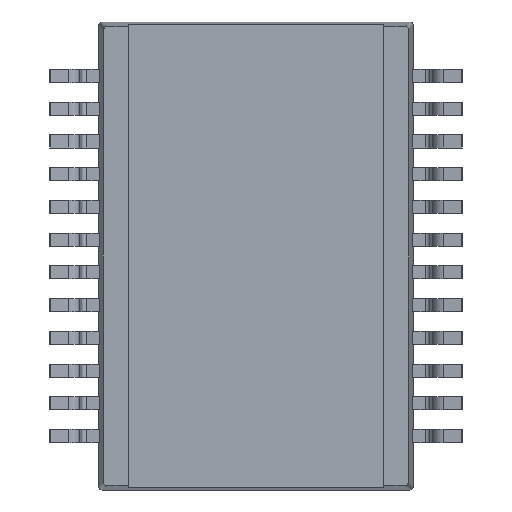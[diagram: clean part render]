
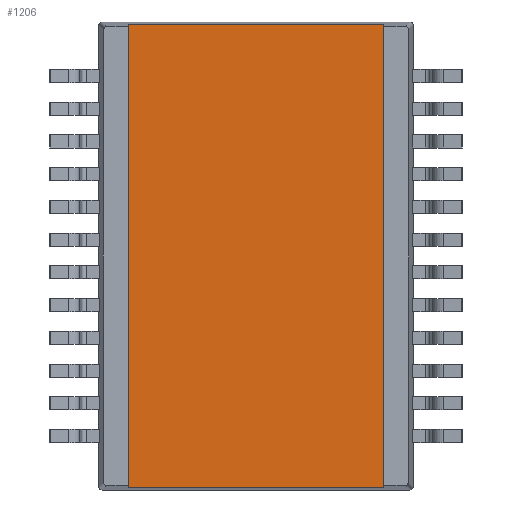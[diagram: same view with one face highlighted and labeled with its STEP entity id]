
A CAD part, front view. The second image highlights one B-rep face of the part: STEP entity #1206.
In plain terms, the highlighted planar face has unit normal (0, -1, 0).
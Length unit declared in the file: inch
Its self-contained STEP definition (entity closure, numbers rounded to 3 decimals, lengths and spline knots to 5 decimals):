
#586 = EDGE_LOOP ( 'NONE', ( #5964, #6076, #3331, #5210 ) ) ;
#602 = VERTEX_POINT ( 'NONE', #11092 ) ;
#1033 = CARTESIAN_POINT ( 'NONE',  ( -0.195, 0.05, -0.3575 ) ) ;
#1206 = ADVANCED_FACE ( 'NONE', ( #6894 ), #9788, .F. ) ;
#2332 = VECTOR ( 'NONE', #3127, 39.37008 ) ;
#2493 = DIRECTION ( 'NONE',  ( 1., 0., 0. ) ) ;
#2585 = VECTOR ( 'NONE', #2493, 39.37008 ) ;
#2708 = DIRECTION ( 'NONE',  ( 0., 1., 0. ) ) ;
#2750 = EDGE_CURVE ( 'NONE', #7854, #7821, #3606, .T. ) ;
#2965 = EDGE_CURVE ( 'NONE', #602, #7821, #3330, .T. ) ;
#3127 = DIRECTION ( 'NONE',  ( -1., 0., 0. ) ) ;
#3330 = LINE ( 'NONE', #5319, #10771 ) ;
#3331 = ORIENTED_EDGE ( 'NONE', *, *, #2750, .T. ) ;
#3606 = LINE ( 'NONE', #9361, #2332 ) ;
#4197 = EDGE_CURVE ( 'NONE', #602, #11265, #4952, .T. ) ;
#4313 = LINE ( 'NONE', #6089, #6948 ) ;
#4702 = EDGE_CURVE ( 'NONE', #11265, #7854, #4313, .T. ) ;
#4952 = LINE ( 'NONE', #10415, #2585 ) ;
#5210 = ORIENTED_EDGE ( 'NONE', *, *, #2965, .F. ) ;
#5319 = CARTESIAN_POINT ( 'NONE',  ( -0.195, 0.05, -0.3575 ) ) ;
#5506 = DIRECTION ( 'NONE',  ( 0., 0., 1. ) ) ;
#5964 = ORIENTED_EDGE ( 'NONE', *, *, #4197, .T. ) ;
#5998 = CARTESIAN_POINT ( 'NONE',  ( 0.195, 0.05, 0.354 ) ) ;
#6076 = ORIENTED_EDGE ( 'NONE', *, *, #4702, .T. ) ;
#6089 = CARTESIAN_POINT ( 'NONE',  ( 0.195, 0.05, -0.3575 ) ) ;
#6894 = FACE_OUTER_BOUND ( 'NONE', #586, .T. ) ;
#6948 = VECTOR ( 'NONE', #8678, 39.37008 ) ;
#7821 = VERTEX_POINT ( 'NONE', #8634 ) ;
#7854 = VERTEX_POINT ( 'NONE', #5998 ) ;
#7971 = DIRECTION ( 'NONE',  ( 0., 0., 1. ) ) ;
#8634 = CARTESIAN_POINT ( 'NONE',  ( -0.195, 0.05, 0.354 ) ) ;
#8678 = DIRECTION ( 'NONE',  ( 0., 0., 1. ) ) ;
#9361 = CARTESIAN_POINT ( 'NONE',  ( 0., 0.05, 0.354 ) ) ;
#9788 = PLANE ( 'NONE',  #10849 ) ;
#9916 = CARTESIAN_POINT ( 'NONE',  ( 0.195, 0.05, -0.354 ) ) ;
#10415 = CARTESIAN_POINT ( 'NONE',  ( 0., 0.05, -0.354 ) ) ;
#10771 = VECTOR ( 'NONE', #7971, 39.37008 ) ;
#10849 = AXIS2_PLACEMENT_3D ( 'NONE', #1033, #2708, #5506 ) ;
#11092 = CARTESIAN_POINT ( 'NONE',  ( -0.195, 0.05, -0.354 ) ) ;
#11265 = VERTEX_POINT ( 'NONE', #9916 ) ;
